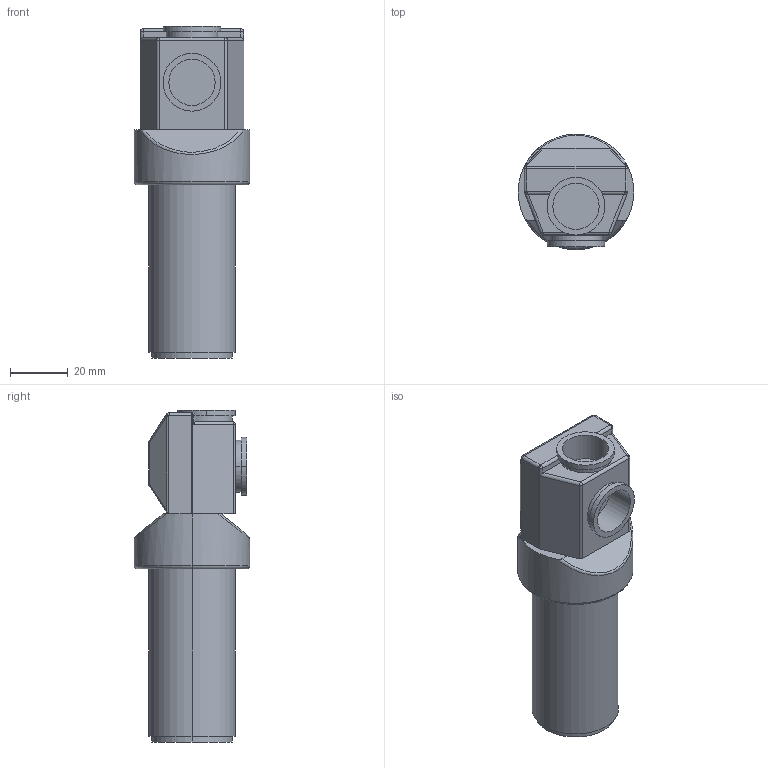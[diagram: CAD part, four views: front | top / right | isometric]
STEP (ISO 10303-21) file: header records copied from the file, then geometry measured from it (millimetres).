
FILE_DESCRIPTION((''),'2;1');
FILE_NAME('30G_D000041A','2006-01-03T',('Pepperl+Fuchs'),('Industriehansa'),'PRO/ENGINEER BY PARAMETRIC TECHNOLOGY CORPORATION, 2005290','PRO/ENGINEER BY PARAMETRIC TECHNOLOGY CORPORATION, 2005290','');
FILE_SCHEMA(('AUTOMOTIVE_DESIGN_CC2 { 1 2 10303 214 -1 1 5 2 }'));
Length unit declared in the file: millimetre
Products named in the file (1): 30G_D000041A
Bounding box: 40 x 40 x 115 mm (x, y, z)
Volume: 92711.1 mm3; surface area: 15966.4 mm2
Topology: 1 solids, 1 shells, 89 faces, 205 edges, 133 vertices
Faces by surface type: cylinder 44, plane 28, sphere 13, torus 2, bspline 2
Entity records: 3662 total; most frequent: CARTESIAN_POINT 773, DIRECTION 444, ORIENTED_EDGE 388, PRESENTATION_STYLE_ASSIGNMENT 222, STYLED_ITEM 205, CURVE_STYLE 204, EDGE_CURVE 194, AXIS2_PLACEMENT_3D 173
